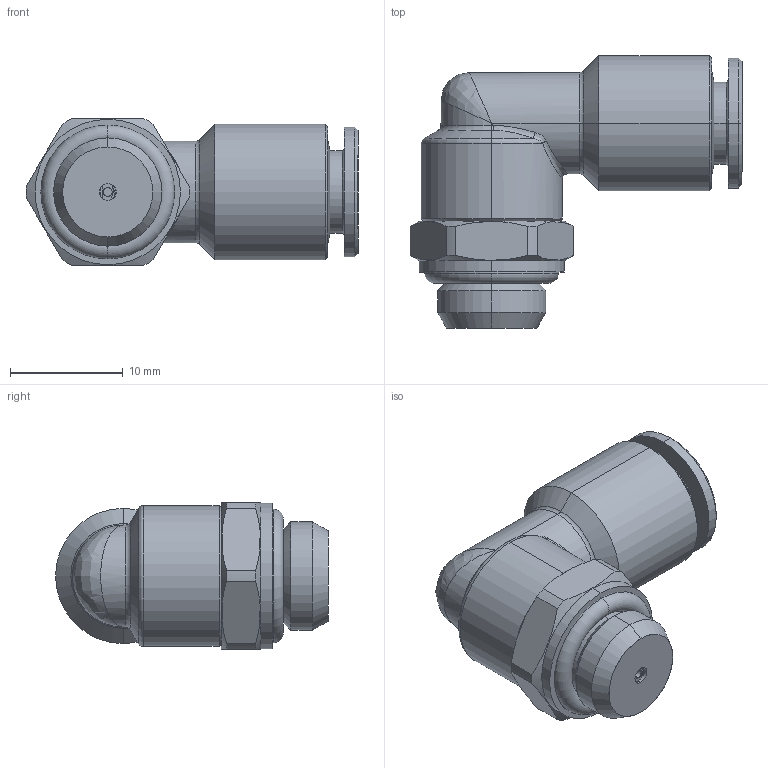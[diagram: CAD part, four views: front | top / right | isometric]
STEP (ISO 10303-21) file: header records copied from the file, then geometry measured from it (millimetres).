
FILE_DESCRIPTION(( 'MV.44.06.18-1.5.STEP' ), '1');
FILE_NAME( 'MV.44.06.18-1.5.STEP', '2018-10-05T11:52:39',( 'Sopra'),('sopra-pneumatic.com'), 'SwSTEP 2.0','SolidWorks 2009','' );
FILE_SCHEMA (( 'CONFIG_CONTROL_DESIGN' ));
Length unit declared in the file: millimetre
Products named in the file (1): 04340C31-15
Bounding box: 29.45 x 24.2 x 13 mm (x, y, z)
Volume: 3470 mm3; surface area: 2285.9 mm2
Topology: 2 solids, 4 shells, 114 faces, 257 edges, 154 vertices
Faces by surface type: cylinder 35, cone 27, plane 24, bspline 16, torus 12
Entity records: 4940 total; most frequent: CARTESIAN_POINT 2408, ORIENTED_EDGE 510, DIRECTION 509, EDGE_CURVE 255, AXIS2_PLACEMENT_3D 213, VERTEX_POINT 154, EDGE_LOOP 121, ADVANCED_FACE 114
